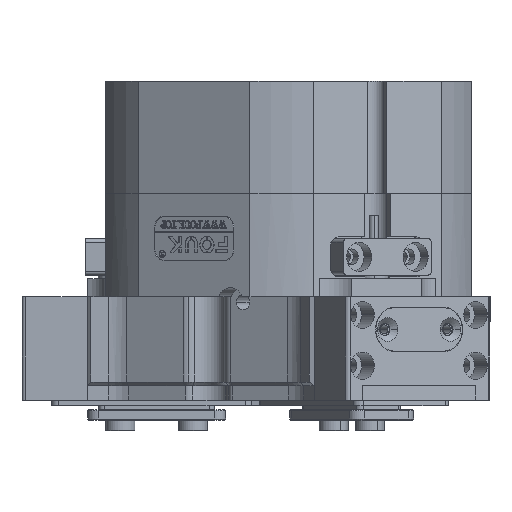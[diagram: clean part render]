
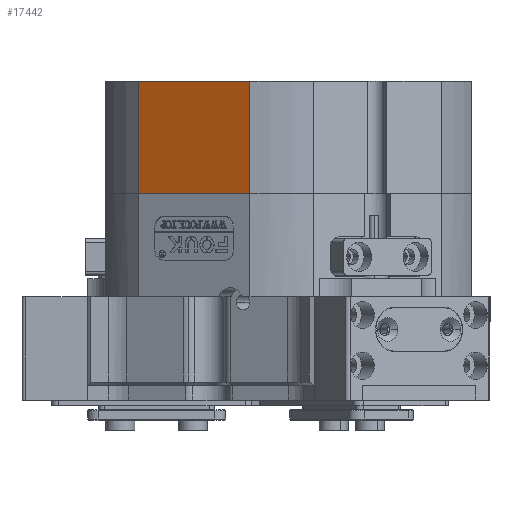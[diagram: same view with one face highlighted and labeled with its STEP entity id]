
A CAD part, front view. The second image highlights one B-rep face of the part: STEP entity #17442.
In plain terms, the highlighted face is planar.
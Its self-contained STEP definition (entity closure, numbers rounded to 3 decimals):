
#2175 = CARTESIAN_POINT ( 'NONE',  ( 35.293, -40.87, 31. ) ) ;
#3316 = VERTEX_POINT ( 'NONE', #9428 ) ;
#3426 = VECTOR ( 'NONE', #44365, 1000. ) ;
#3653 = CARTESIAN_POINT ( 'NONE',  ( 30.487, -49.195, 31.001 ) ) ;
#4761 = CARTESIAN_POINT ( 'NONE',  ( 35.293, -40.87, 31. ) ) ;
#5474 = CARTESIAN_POINT ( 'NONE',  ( 53.041, -10.13, 31. ) ) ;
#5475 = VERTEX_POINT ( 'NONE', #2175 ) ;
#6880 = AXIS2_PLACEMENT_3D ( 'NONE', #3653, #52041, #12660 ) ;
#8840 = VECTOR ( 'NONE', #44336, 1000. ) ;
#9428 = CARTESIAN_POINT ( 'NONE',  ( 35.293, -40.87, 0. ) ) ;
#11604 = ORIENTED_EDGE ( 'NONE', *, *, #34325, .T. ) ;
#11908 = ORIENTED_EDGE ( 'NONE', *, *, #17723, .T. ) ;
#12660 = DIRECTION ( 'NONE',  ( -0.5, -0.866, 0. ) ) ;
#13191 = LINE ( 'NONE', #4761, #3426 ) ;
#15280 = ORIENTED_EDGE ( 'NONE', *, *, #54958, .T. ) ;
#17442 = ADVANCED_FACE ( 'NONE', ( #24667 ), #48332, .F. ) ;
#17723 = EDGE_CURVE ( 'NONE', #3316, #29558, #28733, .T. ) ;
#20739 = LINE ( 'NONE', #39314, #8840 ) ;
#23727 = DIRECTION ( 'NONE',  ( 0.5, 0.866, 0. ) ) ;
#24667 = FACE_OUTER_BOUND ( 'NONE', #37018, .T. ) ;
#28733 = LINE ( 'NONE', #51195, #32257 ) ;
#29558 = VERTEX_POINT ( 'NONE', #56677 ) ;
#31857 = DIRECTION ( 'NONE',  ( 0., 0., 1. ) ) ;
#32257 = VECTOR ( 'NONE', #23727, 1000. ) ;
#32400 = LINE ( 'NONE', #48244, #34528 ) ;
#34325 = EDGE_CURVE ( 'NONE', #5475, #3316, #13191, .T. ) ;
#34528 = VECTOR ( 'NONE', #31857, 1000. ) ;
#36827 = EDGE_CURVE ( 'NONE', #5475, #51973, #20739, .T. ) ;
#37018 = EDGE_LOOP ( 'NONE', ( #15280, #50190, #11604, #11908 ) ) ;
#39314 = CARTESIAN_POINT ( 'NONE',  ( 30.487, -49.195, 31. ) ) ;
#44336 = DIRECTION ( 'NONE',  ( 0.5, 0.866, 0. ) ) ;
#44365 = DIRECTION ( 'NONE',  ( 0., 0., -1. ) ) ;
#48244 = CARTESIAN_POINT ( 'NONE',  ( 53.041, -10.13, 31. ) ) ;
#48332 = PLANE ( 'NONE',  #6880 ) ;
#50190 = ORIENTED_EDGE ( 'NONE', *, *, #36827, .F. ) ;
#51195 = CARTESIAN_POINT ( 'NONE',  ( 30.487, -49.195, 0. ) ) ;
#51973 = VERTEX_POINT ( 'NONE', #5474 ) ;
#52041 = DIRECTION ( 'NONE',  ( -0.866, 0.5, 0. ) ) ;
#54958 = EDGE_CURVE ( 'NONE', #29558, #51973, #32400, .T. ) ;
#56677 = CARTESIAN_POINT ( 'NONE',  ( 53.041, -10.13, 0. ) ) ;
